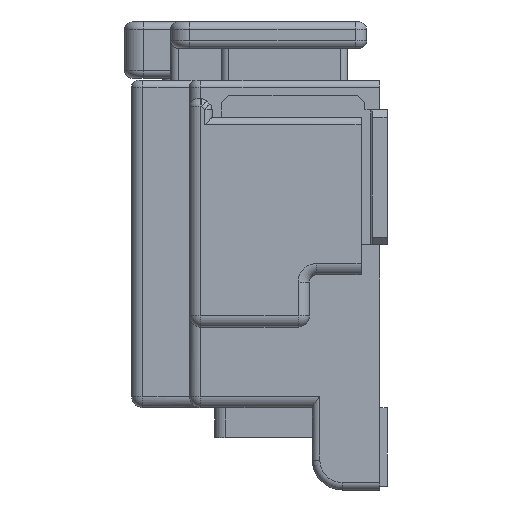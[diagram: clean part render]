
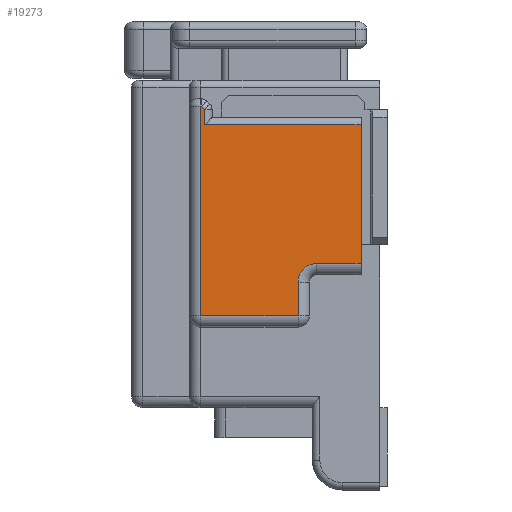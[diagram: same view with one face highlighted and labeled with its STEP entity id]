
A CAD part, left-side view. The second image highlights one B-rep face of the part: STEP entity #19273.
In plain terms, the highlighted planar face has unit normal (-1, 0, 0).
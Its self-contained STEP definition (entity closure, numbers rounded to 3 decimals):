
#174 = CARTESIAN_POINT ( 'NONE',  ( -10.1, 2.18, -6.6 ) ) ;
#602 = CARTESIAN_POINT ( 'NONE',  ( -10.1, 4.78, 0. ) ) ;
#3005 = PLANE ( 'NONE',  #3376 ) ;
#3376 = AXIS2_PLACEMENT_3D ( 'NONE', #20731, #7569, #22844 ) ;
#3723 = VERTEX_POINT ( 'NONE', #11631 ) ;
#3829 = CARTESIAN_POINT ( 'NONE',  ( -10.1, 5.08, -6.3 ) ) ;
#4768 = CARTESIAN_POINT ( 'NONE',  ( -10.1, 1.68, -5.4 ) ) ;
#5424 = VERTEX_POINT ( 'NONE', #20107 ) ;
#6051 = DIRECTION ( 'NONE',  ( 0., 1., 0. ) ) ;
#6215 = DIRECTION ( 'NONE',  ( 0., 0., -1. ) ) ;
#6679 = CARTESIAN_POINT ( 'NONE',  ( -10.1, 4.68, -0.7 ) ) ;
#6972 = DIRECTION ( 'NONE',  ( 0., 0., -1. ) ) ;
#7354 = CARTESIAN_POINT ( 'NONE',  ( -10.1, 2.18, -5.4 ) ) ;
#7467 = CARTESIAN_POINT ( 'NONE',  ( -10.1, 4.68, -1.2 ) ) ;
#7569 = DIRECTION ( 'NONE',  ( -1., 0., 0. ) ) ;
#8274 = ORIENTED_EDGE ( 'NONE', *, *, #14302, .F. ) ;
#8598 = VERTEX_POINT ( 'NONE', #21121 ) ;
#8981 = VECTOR ( 'NONE', #25454, 1000. ) ;
#10068 = CARTESIAN_POINT ( 'NONE',  ( -10.1, 2.18, -6.3 ) ) ;
#10168 = CARTESIAN_POINT ( 'NONE',  ( -10.1, 0.5, -1.2 ) ) ;
#10295 = LINE ( 'NONE', #3829, #21297 ) ;
#10533 = EDGE_LOOP ( 'NONE', ( #27832, #14755, #11902, #14412, #23895, #17786, #16751, #16606, #28257, #8274 ) ) ;
#11086 = FACE_OUTER_BOUND ( 'NONE', #10533, .T. ) ;
#11350 = LINE ( 'NONE', #602, #26572 ) ;
#11511 = DIRECTION ( 'NONE',  ( 0., 1., 0. ) ) ;
#11631 = CARTESIAN_POINT ( 'NONE',  ( -10.1, 1.68, -4.9 ) ) ;
#11902 = ORIENTED_EDGE ( 'NONE', *, *, #13998, .F. ) ;
#12221 = VECTOR ( 'NONE', #6215, 1000. ) ;
#12343 = EDGE_CURVE ( 'NONE', #16853, #5424, #11350, .T. ) ;
#12513 = EDGE_CURVE ( 'NONE', #14131, #16853, #10295, .T. ) ;
#12889 = VECTOR ( 'NONE', #13500, 1000. ) ;
#13142 = AXIS2_PLACEMENT_3D ( 'NONE', #4768, #20195, #6972 ) ;
#13500 = DIRECTION ( 'NONE',  ( 0., 0., -1. ) ) ;
#13732 = CARTESIAN_POINT ( 'NONE',  ( -10.1, 4.68, -0.783 ) ) ;
#13998 = EDGE_CURVE ( 'NONE', #24568, #14131, #19451, .T. ) ;
#14002 = EDGE_CURVE ( 'NONE', #3723, #24568, #23738, .T. ) ;
#14051 = EDGE_CURVE ( 'NONE', #26828, #3723, #18766, .T. ) ;
#14131 = VERTEX_POINT ( 'NONE', #10068 ) ;
#14189 = EDGE_CURVE ( 'NONE', #27524, #16820, #20431, .T. ) ;
#14232 = EDGE_CURVE ( 'NONE', #22550, #27524, #17413, .T. ) ;
#14271 = EDGE_CURVE ( 'NONE', #8598, #22550, #21782, .T. ) ;
#14302 = EDGE_CURVE ( 'NONE', #5424, #8598, #14672, .T. ) ;
#14412 = ORIENTED_EDGE ( 'NONE', *, *, #14002, .F. ) ;
#14672 = LINE ( 'NONE', #6679, #21122 ) ;
#14755 = ORIENTED_EDGE ( 'NONE', *, *, #12513, .F. ) ;
#15421 = DIRECTION ( 'NONE',  ( 0., -0.707, -0.707 ) ) ;
#15580 = LINE ( 'NONE', #25182, #8981 ) ;
#16031 = VECTOR ( 'NONE', #15421, 1000. ) ;
#16606 = ORIENTED_EDGE ( 'NONE', *, *, #14232, .F. ) ;
#16751 = ORIENTED_EDGE ( 'NONE', *, *, #14189, .F. ) ;
#16761 = DIRECTION ( 'NONE',  ( 0., -1., 0. ) ) ;
#16820 = VERTEX_POINT ( 'NONE', #17697 ) ;
#16853 = VERTEX_POINT ( 'NONE', #20246 ) ;
#17387 = VECTOR ( 'NONE', #11511, 1000. ) ;
#17413 = LINE ( 'NONE', #19452, #12221 ) ;
#17697 = CARTESIAN_POINT ( 'NONE',  ( -10.1, 0.5, -1.2 ) ) ;
#17786 = ORIENTED_EDGE ( 'NONE', *, *, #21447, .F. ) ;
#18766 = LINE ( 'NONE', #26638, #17387 ) ;
#19104 = VECTOR ( 'NONE', #16761, 1000. ) ;
#19273 = ADVANCED_FACE ( 'NONE', ( #11086 ), #3005, .T. ) ;
#19451 = LINE ( 'NONE', #174, #12889 ) ;
#19452 = CARTESIAN_POINT ( 'NONE',  ( -10.1, 4.68, -1. ) ) ;
#20107 = CARTESIAN_POINT ( 'NONE',  ( -10.1, 4.78, -0.7 ) ) ;
#20195 = DIRECTION ( 'NONE',  ( -1., 0., 0. ) ) ;
#20246 = CARTESIAN_POINT ( 'NONE',  ( -10.1, 4.78, -6.3 ) ) ;
#20431 = LINE ( 'NONE', #10168, #19104 ) ;
#20731 = CARTESIAN_POINT ( 'NONE',  ( -10.1, 0., 0. ) ) ;
#21121 = CARTESIAN_POINT ( 'NONE',  ( -10.1, 4.763, -0.7 ) ) ;
#21122 = VECTOR ( 'NONE', #22029, 1000. ) ;
#21297 = VECTOR ( 'NONE', #6051, 1000. ) ;
#21447 = EDGE_CURVE ( 'NONE', #16820, #26828, #15580, .T. ) ;
#21782 = LINE ( 'NONE', #28209, #16031 ) ;
#22029 = DIRECTION ( 'NONE',  ( 0., -1., 0. ) ) ;
#22063 = CARTESIAN_POINT ( 'NONE',  ( -10.1, 0.5, -4.9 ) ) ;
#22550 = VERTEX_POINT ( 'NONE', #13732 ) ;
#22802 = DIRECTION ( 'NONE',  ( 0., 0., 1. ) ) ;
#22844 = DIRECTION ( 'NONE',  ( 0., 0., -1. ) ) ;
#23738 = CIRCLE ( 'NONE', #13142, 0.5 ) ;
#23895 = ORIENTED_EDGE ( 'NONE', *, *, #14051, .F. ) ;
#24568 = VERTEX_POINT ( 'NONE', #7354 ) ;
#25182 = CARTESIAN_POINT ( 'NONE',  ( -10.1, 0.5, -1. ) ) ;
#25454 = DIRECTION ( 'NONE',  ( 0., 0., -1. ) ) ;
#26572 = VECTOR ( 'NONE', #22802, 1000. ) ;
#26638 = CARTESIAN_POINT ( 'NONE',  ( -10.1, 1.68, -4.9 ) ) ;
#26828 = VERTEX_POINT ( 'NONE', #22063 ) ;
#27524 = VERTEX_POINT ( 'NONE', #7467 ) ;
#27832 = ORIENTED_EDGE ( 'NONE', *, *, #12343, .F. ) ;
#28209 = CARTESIAN_POINT ( 'NONE',  ( -10.1, 2.731, -2.731 ) ) ;
#28257 = ORIENTED_EDGE ( 'NONE', *, *, #14271, .F. ) ;
